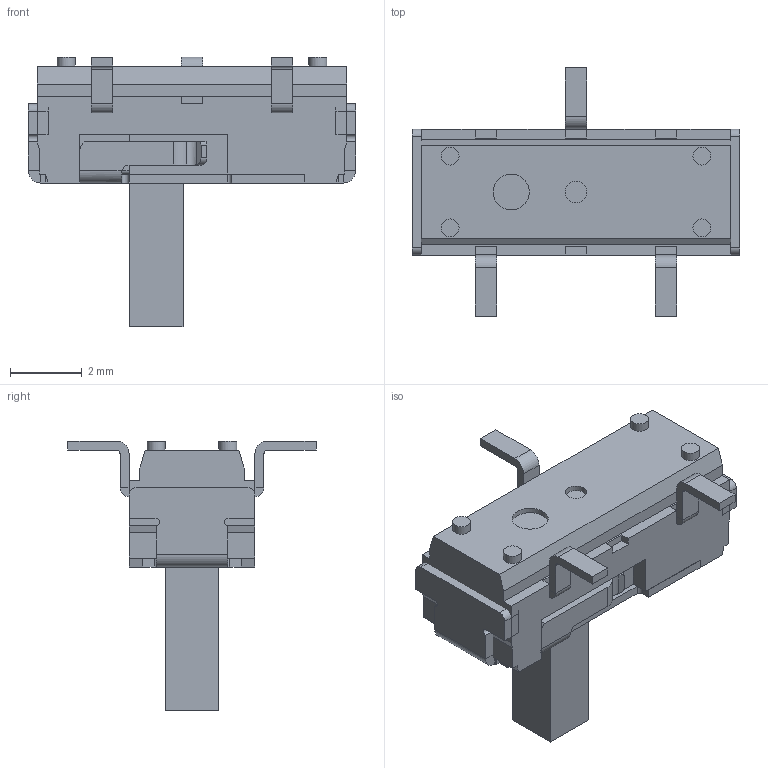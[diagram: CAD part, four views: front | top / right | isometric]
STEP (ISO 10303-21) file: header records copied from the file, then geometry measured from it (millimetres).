
FILE_DESCRIPTION(/* description */ (''),/* implementation_level */ '2;1');
FILE_NAME(/* name */ 'XKB-Connectivity_SS-3235D-03-L3.step',/* time_stamp */ '2024-02-06T15:16:00+01:00',/* author */ (''),/* organization */ (''),/* preprocessor_version */ 'ST-DEVELOPER v20',/* originating_system */ 'Autodesk Translation Framework v12.20.1.177',/* authorisation */ '');
FILE_SCHEMA (('AUTOMOTIVE_DESIGN { 1 0 10303 214 3 1 1 }'));
Length unit declared in the file: millimetre
Products named in the file (1): (Unsaved)
Bounding box: 9.1 x 6.9 x 7.5 mm (x, y, z)
Volume: 105.5 mm3; surface area: 305.4 mm2
Topology: 9 solids, 9 shells, 243 faces, 628 edges, 410 vertices
Faces by surface type: plane 192, cylinder 51
Full cylindrical faces by diameter (mm): 0.5 x4, 0.6 x1, 1 x1
Entity records: 7374 total; most frequent: CARTESIAN_POINT 1298, ORIENTED_EDGE 1256, DIRECTION 1214, EDGE_CURVE 628, LINE 522, VECTOR 522, VERTEX_POINT 410, AXIS2_PLACEMENT_3D 346
